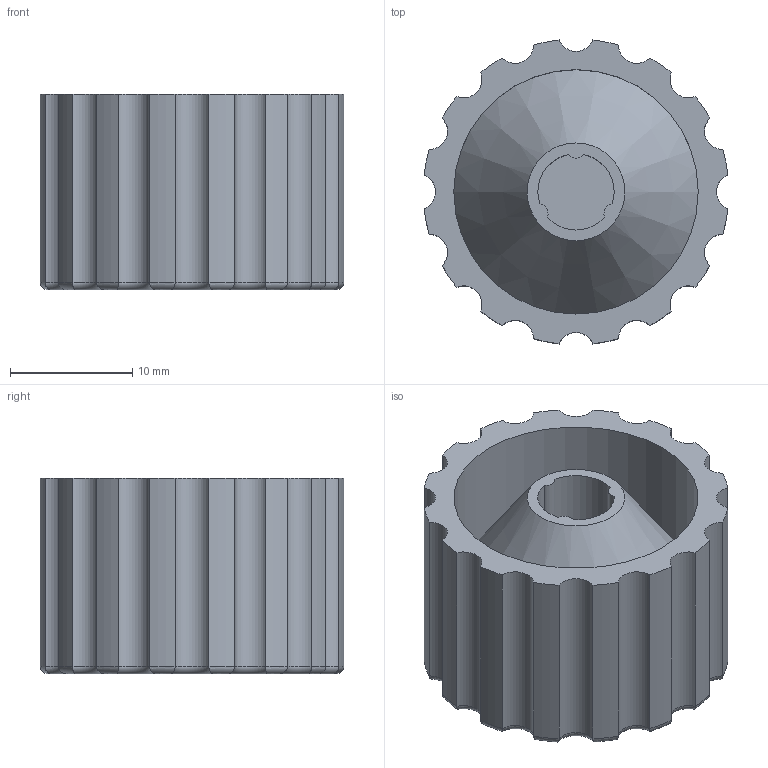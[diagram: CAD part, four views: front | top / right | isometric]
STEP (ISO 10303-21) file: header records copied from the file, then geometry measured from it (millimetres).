
FILE_DESCRIPTION(/* description */ (''),/* implementation_level */ '2;1');
FILE_NAME(/* name */ 'Display Knob.step',/* time_stamp */ '2022-10-19T09:10:50-05:00',/* author */ (''),/* organization */ (''),/* preprocessor_version */ 'ST-DEVELOPER v19',/* originating_system */ 'Autodesk Translation Framework v11.7.0.108',/* authorisation */ '');
FILE_SCHEMA (('AUTOMOTIVE_DESIGN { 1 0 10303 214 3 1 1 }'));
Length unit declared in the file: millimetre
Products named in the file (1): Display Knob
Bounding box: 24.85 x 24.85 x 16 mm (x, y, z)
Volume: 5415.6 mm3; surface area: 3354.5 mm2
Topology: 1 solids, 1 shells, 83 faces, 197 edges, 119 vertices
Faces by surface type: cylinder 39, torus 34, cone 5, plane 5
Full cylindrical faces by diameter (mm): 20 x1
Entity records: 2801 total; most frequent: CARTESIAN_POINT 816, DIRECTION 454, ORIENTED_EDGE 394, AXIS2_PLACEMENT_3D 205, EDGE_CURVE 197, CIRCLE 121, VERTEX_POINT 119, EDGE_LOOP 86
